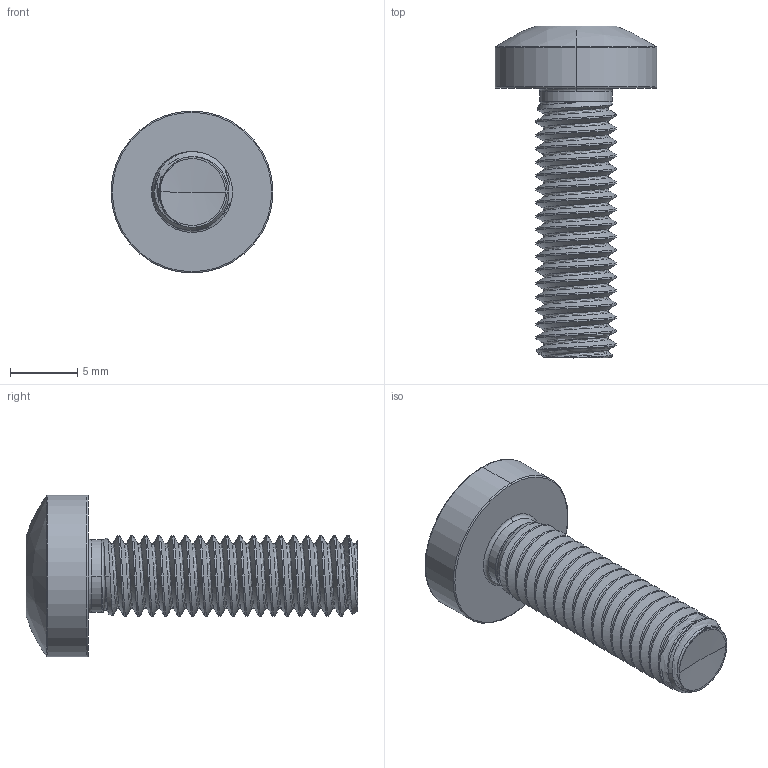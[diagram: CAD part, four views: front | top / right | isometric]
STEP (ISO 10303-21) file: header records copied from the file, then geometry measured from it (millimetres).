
FILE_DESCRIPTION (( 'STEP AP203' ), '1' );
FILE_NAME ('STM390600200.STEP', '2020-12-23T17:50:30', ( '' ), ( '' ), 'SwSTEP 2.0', 'SolidWorks 2015', '' );
FILE_SCHEMA (( 'CONFIG_CONTROL_DESIGN' ));
Length unit declared in the file: millimetre
Products named in the file (2): STM390600200
Bounding box: 12 x 24.6 x 12 mm (x, y, z)
Volume: 854.8 mm3; surface area: 943.8 mm2
Topology: 1 solids, 1 shells, 110 faces, 288 edges, 180 vertices
Faces by surface type: cylinder 59, bspline 18, torus 13, cone 13, sphere 4, plane 3
Entity records: 23118 total; most frequent: CARTESIAN_POINT 20708, ORIENTED_EDGE 564, DIRECTION 378, EDGE_CURVE 282, VERTEX_POINT 178, AXIS2_PLACEMENT_3D 155, EDGE_LOOP 110, ADVANCED_FACE 108
